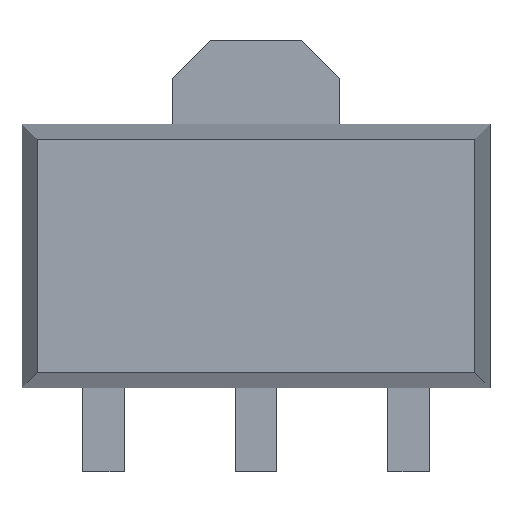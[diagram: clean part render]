
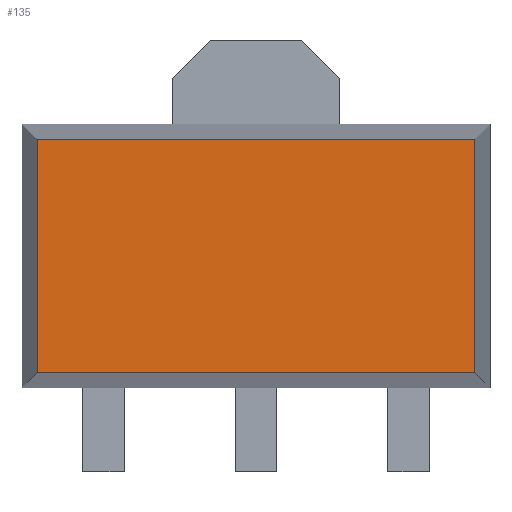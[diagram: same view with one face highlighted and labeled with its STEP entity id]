
A CAD part, top view. The second image highlights one B-rep face of the part: STEP entity #135.
In plain terms, the highlighted planar face has unit normal (0, 0, 1).
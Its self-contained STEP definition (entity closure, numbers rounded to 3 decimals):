
#72=CARTESIAN_POINT('',(-2.15,-1.145,1.6));
#73=VERTEX_POINT('',#72);
#80=CARTESIAN_POINT('',(-2.15,1.145,1.6));
#81=VERTEX_POINT('',#80);
#82=CARTESIAN_POINT('',(-2.15,-1.145,1.6));
#83=DIRECTION('',(0.0,1.0,0.0));
#84=VECTOR('',#83,2.29);
#85=LINE('',#82,#84);
#86=EDGE_CURVE('',#73,#81,#85,.T.);
#105=CARTESIAN_POINT('',(-2.3,-1.145,1.6));
#106=DIRECTION('',(0.0,0.0,1.0));
#107=DIRECTION('',(1.0,0.0,0.0));
#108=AXIS2_PLACEMENT_3D('',#105,#106,#107);
#109=PLANE('',#108);
#110=ORIENTED_EDGE('',*,*,#86,.F.);
#111=CARTESIAN_POINT('',(2.15,-1.145,1.6));
#112=VERTEX_POINT('',#111);
#113=CARTESIAN_POINT('',(-2.15,-1.145,1.6));
#114=DIRECTION('',(1.0,0.0,0.0));
#115=VECTOR('',#114,4.3);
#116=LINE('',#113,#115);
#117=EDGE_CURVE('',#73,#112,#116,.T.);
#118=ORIENTED_EDGE('',*,*,#117,.T.);
#119=CARTESIAN_POINT('',(2.15,1.145,1.6));
#120=VERTEX_POINT('',#119);
#121=CARTESIAN_POINT('',(2.15,1.145,1.6));
#122=DIRECTION('',(0.0,-1.0,0.0));
#123=VECTOR('',#122,2.29);
#124=LINE('',#121,#123);
#125=EDGE_CURVE('',#120,#112,#124,.T.);
#126=ORIENTED_EDGE('',*,*,#125,.F.);
#127=CARTESIAN_POINT('',(-2.15,1.145,1.6));
#128=DIRECTION('',(1.0,0.0,0.0));
#129=VECTOR('',#128,4.3);
#130=LINE('',#127,#129);
#131=EDGE_CURVE('',#81,#120,#130,.T.);
#132=ORIENTED_EDGE('',*,*,#131,.F.);
#133=EDGE_LOOP('',(#110,#118,#126,#132));
#134=FACE_OUTER_BOUND('',#133,.T.);
#135=ADVANCED_FACE('',(#134),#109,.T.);
